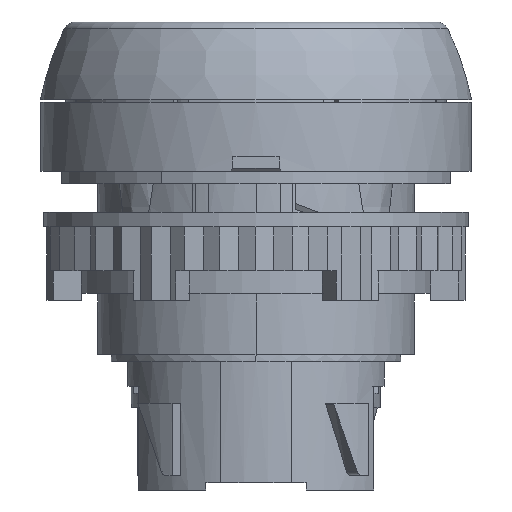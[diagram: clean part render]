
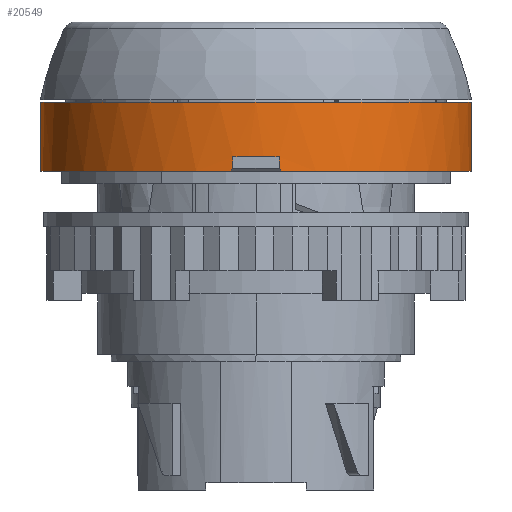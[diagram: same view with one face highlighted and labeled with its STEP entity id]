
A CAD part, front view. The second image highlights one B-rep face of the part: STEP entity #20549.
In plain terms, the highlighted cylindrical face has radius 14.95 mm (diameter 29.9 mm), a partial arc.
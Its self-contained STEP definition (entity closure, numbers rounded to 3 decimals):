
#18785=AXIS2_PLACEMENT_3D('Circle Axis2P3D',#18783,#18784,$) ;
#20472=AXIS2_PLACEMENT_3D('Cylinder Axis2P3D',#20469,#20470,#20471) ;
#20476=AXIS2_PLACEMENT_3D('Circle Axis2P3D',#20474,#20475,$) ;
#20497=AXIS2_PLACEMENT_3D('Circle Axis2P3D',#20495,#20496,$) ;
#20519=AXIS2_PLACEMENT_3D('Circle Axis2P3D',#20517,#20518,$) ;
#18766=CARTESIAN_POINT('Vertex',(14.757,-9.606,5.5)) ;
#18780=CARTESIAN_POINT('Vertex',(-14.757,-9.606,5.5)) ;
#18783=CARTESIAN_POINT('Axis2P3D Location',(0.,-12.,5.5)) ;
#20469=CARTESIAN_POINT('Axis2P3D Location',(0.,-12.,3.1)) ;
#20474=CARTESIAN_POINT('Axis2P3D Location',(0.,-12.,0.7)) ;
#20478=CARTESIAN_POINT('Vertex',(14.757,-9.606,0.7)) ;
#20480=CARTESIAN_POINT('Vertex',(1.8,-26.841,0.7)) ;
#20483=CARTESIAN_POINT('Line Origine',(14.757,-9.606,3.1)) ;
#20488=CARTESIAN_POINT('Line Origine',(-14.757,-9.606,3.1)) ;
#20492=CARTESIAN_POINT('Vertex',(-14.757,-9.606,0.7)) ;
#20495=CARTESIAN_POINT('Axis2P3D Location',(0.,-12.,0.7)) ;
#20499=CARTESIAN_POINT('Vertex',(-1.8,-26.841,0.7)) ;
#20503=CARTESIAN_POINT('Control Point',(-1.8,-26.841,0.7)) ;
#20504=CARTESIAN_POINT('Control Point',(-1.733,-26.849,0.767)) ;
#20505=CARTESIAN_POINT('Control Point',(-1.667,-26.857,0.833)) ;
#20506=CARTESIAN_POINT('Control Point',(-1.6,-26.864,0.9)) ;
#20507=CARTESIAN_POINT('Vertex',(-1.6,-26.864,0.9)) ;
#20510=CARTESIAN_POINT('Line Origine',(-1.6,-26.864,3.1)) ;
#20514=CARTESIAN_POINT('Vertex',(-1.6,-26.864,1.7)) ;
#20517=CARTESIAN_POINT('Axis2P3D Location',(0.,-12.,1.7)) ;
#20521=CARTESIAN_POINT('Vertex',(1.6,-26.864,1.7)) ;
#20524=CARTESIAN_POINT('Line Origine',(1.6,-26.864,3.1)) ;
#20528=CARTESIAN_POINT('Vertex',(1.6,-26.864,0.9)) ;
#20532=CARTESIAN_POINT('Control Point',(1.8,-26.841,0.7)) ;
#20533=CARTESIAN_POINT('Control Point',(1.733,-26.849,0.767)) ;
#20534=CARTESIAN_POINT('Control Point',(1.667,-26.857,0.833)) ;
#20535=CARTESIAN_POINT('Control Point',(1.6,-26.864,0.9)) ;
#18784=DIRECTION('Axis2P3D Direction',(0.,0.,-1.)) ;
#20470=DIRECTION('Axis2P3D Direction',(0.,0.,-1.)) ;
#20471=DIRECTION('Axis2P3D XDirection',(0.987,0.16,0.)) ;
#20475=DIRECTION('Axis2P3D Direction',(0.,0.,-1.)) ;
#20484=DIRECTION('Vector Direction',(0.,0.,-1.)) ;
#20489=DIRECTION('Vector Direction',(0.,0.,-1.)) ;
#20496=DIRECTION('Axis2P3D Direction',(0.,0.,-1.)) ;
#20511=DIRECTION('Vector Direction',(0.,0.,-1.)) ;
#20518=DIRECTION('Axis2P3D Direction',(0.,0.,-1.)) ;
#20525=DIRECTION('Vector Direction',(0.,0.,-1.)) ;
#20485=VECTOR('Line Direction',#20484,1.) ;
#20490=VECTOR('Line Direction',#20489,1.) ;
#20512=VECTOR('Line Direction',#20511,1.) ;
#20526=VECTOR('Line Direction',#20525,1.) ;
#20538=ORIENTED_EDGE('',*,*,#20482,.F.) ;
#20539=ORIENTED_EDGE('',*,*,#20487,.F.) ;
#20540=ORIENTED_EDGE('',*,*,#18787,.T.) ;
#20541=ORIENTED_EDGE('',*,*,#20494,.T.) ;
#20542=ORIENTED_EDGE('',*,*,#20501,.F.) ;
#20543=ORIENTED_EDGE('',*,*,#20509,.F.) ;
#20544=ORIENTED_EDGE('',*,*,#20516,.T.) ;
#20545=ORIENTED_EDGE('',*,*,#20523,.F.) ;
#20546=ORIENTED_EDGE('',*,*,#20530,.F.) ;
#20547=ORIENTED_EDGE('',*,*,#20536,.F.) ;
#20549=ADVANCED_FACE('Corps principal ( *SOL2 - wsp *MASTER -  )',(#20548),#20473,.T.) ;
#20502=B_SPLINE_CURVE_WITH_KNOTS('',3,(#20503,#20504,#20505,#20506),.UNSPECIFIED.,.F.,.U.,(4,4),(0.,0.401),.UNSPECIFIED.) ;
#20531=B_SPLINE_CURVE_WITH_KNOTS('',3,(#20532,#20533,#20534,#20535),.UNSPECIFIED.,.F.,.U.,(4,4),(0.,0.401),.UNSPECIFIED.) ;
#18786=CIRCLE('generated circle',#18785,14.95) ;
#20477=CIRCLE('generated circle',#20476,14.95) ;
#20498=CIRCLE('generated circle',#20497,14.95) ;
#20520=CIRCLE('generated circle',#20519,14.95) ;
#20473=CYLINDRICAL_SURFACE('generated cylinder',#20472,14.95) ;
#18787=EDGE_CURVE('',#18767,#18781,#18786,.T.) ;
#20482=EDGE_CURVE('',#20479,#20481,#20477,.T.) ;
#20487=EDGE_CURVE('',#18767,#20479,#20486,.T.) ;
#20494=EDGE_CURVE('',#18781,#20493,#20491,.T.) ;
#20501=EDGE_CURVE('',#20500,#20493,#20498,.T.) ;
#20509=EDGE_CURVE('',#20508,#20500,#20502,.F.) ;
#20516=EDGE_CURVE('',#20508,#20515,#20513,.F.) ;
#20523=EDGE_CURVE('',#20522,#20515,#20520,.T.) ;
#20530=EDGE_CURVE('',#20529,#20522,#20527,.F.) ;
#20536=EDGE_CURVE('',#20481,#20529,#20531,.T.) ;
#20537=EDGE_LOOP('',(#20538,#20539,#20540,#20541,#20542,#20543,#20544,#20545,#20546,#20547)) ;
#20548=FACE_OUTER_BOUND('',#20537,.T.) ;
#20486=LINE('Line',#20483,#20485) ;
#20491=LINE('Line',#20488,#20490) ;
#20513=LINE('Line',#20510,#20512) ;
#20527=LINE('Line',#20524,#20526) ;
#18767=VERTEX_POINT('',#18766) ;
#18781=VERTEX_POINT('',#18780) ;
#20479=VERTEX_POINT('',#20478) ;
#20481=VERTEX_POINT('',#20480) ;
#20493=VERTEX_POINT('',#20492) ;
#20500=VERTEX_POINT('',#20499) ;
#20508=VERTEX_POINT('',#20507) ;
#20515=VERTEX_POINT('',#20514) ;
#20522=VERTEX_POINT('',#20521) ;
#20529=VERTEX_POINT('',#20528) ;
